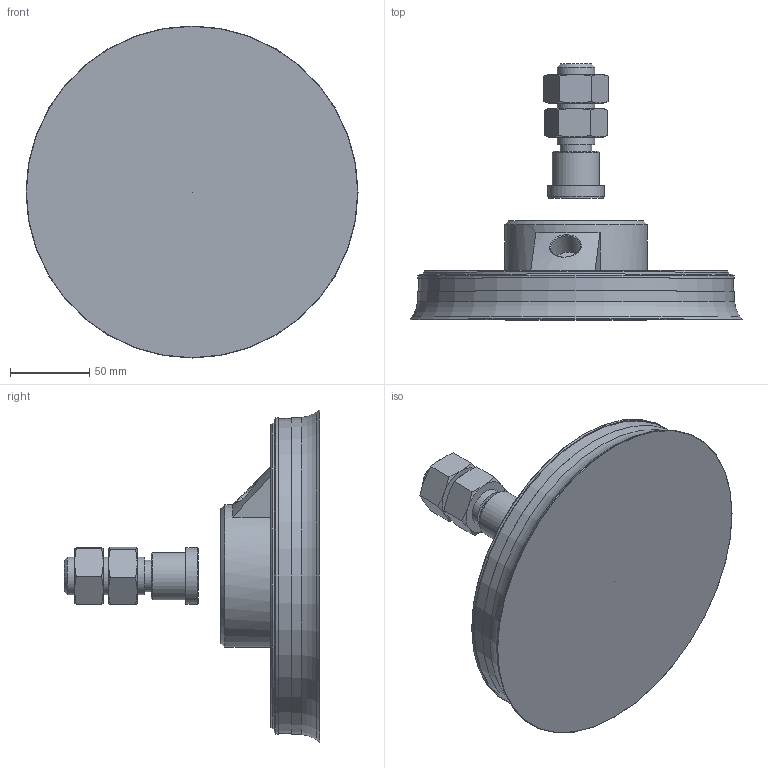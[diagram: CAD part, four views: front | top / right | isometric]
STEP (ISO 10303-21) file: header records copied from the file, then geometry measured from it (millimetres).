
FILE_DESCRIPTION(/* description */ (''),/* implementation_level */ '2;1');
FILE_NAME(/* name */ 'vpdc200cn.stp',/* time_stamp */ '2020-11-16T15:52:50+01:00',/* author */ ('enginyeria'),/* organization */ (''),/* preprocessor_version */ 'ST-DEVELOPER v17.2',/* originating_system */ 'Autodesk Inventor 2019',/* authorisation */ '');
FILE_SCHEMA (('CONFIG_CONTROL_DESIGN'));
Length unit declared in the file: millimetre
Products named in the file (1): vpdc200cn
Bounding box: 209.54 x 161.41 x 209.54 mm (x, y, z)
Volume: 1266199.6 mm3; surface area: 110665.8 mm2
Topology: 1 solids, 1 shells, 83 faces, 201 edges, 134 vertices
Faces by surface type: cone 32, plane 30, cylinder 14, torus 6, bspline 1
Full cylindrical faces by diameter (mm): 19 x1, 20 x1, 24 x3, 30 x1, 35.5 x1, 63 x2, 90 x1, 193 x1, 198.851 x1, 200.051 x2
Entity records: 3256 total; most frequent: CARTESIAN_POINT 1187, DIRECTION 421, ORIENTED_EDGE 400, EDGE_CURVE 200, AXIS2_PLACEMENT_3D 192, VERTEX_POINT 134, CIRCLE 109, EDGE_LOOP 98
